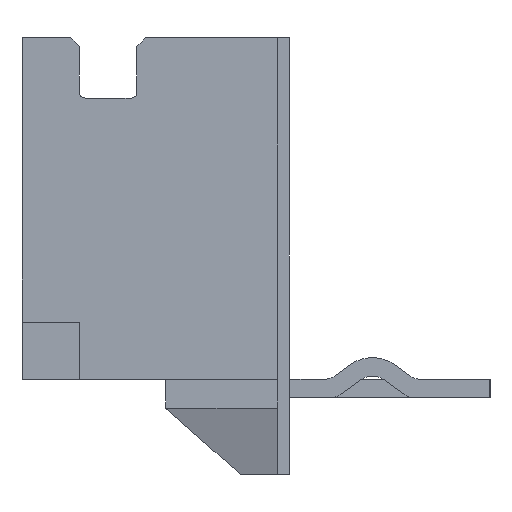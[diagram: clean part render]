
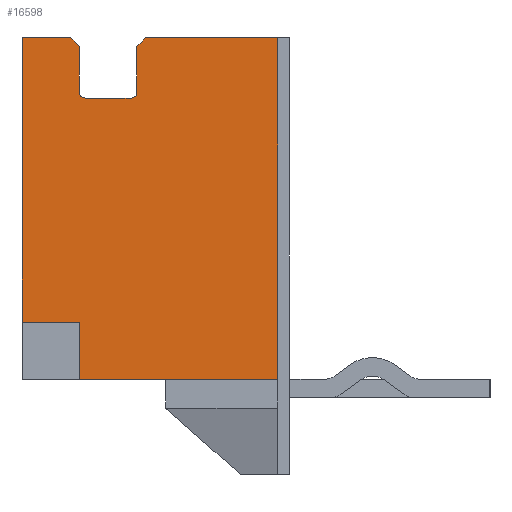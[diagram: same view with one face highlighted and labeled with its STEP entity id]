
A CAD part, left-side view. The second image highlights one B-rep face of the part: STEP entity #16598.
In plain terms, the highlighted planar face has unit normal (-1, 0, 0).
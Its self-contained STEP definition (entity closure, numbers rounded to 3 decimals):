
#611=DIRECTION('',(0.,0.707,-0.707));
#612=VECTOR('',#611,0.212);
#613=CARTESIAN_POINT('',(-16.,0.175,3.8));
#614=LINE('',#613,#612);
#619=DIRECTION('',(0.,-1.,0.));
#620=VECTOR('',#619,0.85);
#621=CARTESIAN_POINT('',(-16.,2.325,3.8));
#622=LINE('',#621,#620);
#639=DIRECTION('',(0.,-1.,0.));
#640=VECTOR('',#639,2.3);
#641=CARTESIAN_POINT('',(-16.,0.175,3.8));
#642=LINE('',#641,#640);
#903=DIRECTION('',(0.,-0.707,-0.707));
#904=VECTOR('',#903,0.212);
#905=CARTESIAN_POINT('',(-16.,1.475,3.8));
#906=LINE('',#905,#904);
#4401=DIRECTION('',(0.,0.,1.));
#4402=VECTOR('',#4401,1.);
#4403=CARTESIAN_POINT('',(-16.,1.325,-2.15));
#4404=LINE('',#4403,#4402);
#4405=DIRECTION('',(0.,-1.,0.));
#4406=VECTOR('',#4405,1.);
#4407=CARTESIAN_POINT('',(-16.,2.325,-1.15));
#4408=LINE('',#4407,#4406);
#4409=DIRECTION('',(0.,0.,1.));
#4410=VECTOR('',#4409,4.95);
#4411=CARTESIAN_POINT('',(-16.,2.325,-1.15));
#4412=LINE('',#4411,#4410);
#4413=DIRECTION('',(0.,0.,-1.));
#4414=VECTOR('',#4413,0.8);
#4415=CARTESIAN_POINT('',(-16.,1.325,3.65));
#4416=LINE('',#4415,#4414);
#4417=CARTESIAN_POINT('',(-16.,1.225,2.85));
#4418=DIRECTION('',(1.,0.,0.));
#4419=DIRECTION('',(0.,0.,-1.));
#4420=AXIS2_PLACEMENT_3D('',#4417,#4418,#4419);
#4422=DIRECTION('',(0.,1.,0.));
#4423=VECTOR('',#4422,0.8);
#4424=CARTESIAN_POINT('',(-16.,0.425,2.75));
#4425=LINE('',#4424,#4423);
#4426=CARTESIAN_POINT('',(-16.,0.425,2.85));
#4427=DIRECTION('',(1.,0.,0.));
#4428=DIRECTION('',(0.,-1.,0.));
#4429=AXIS2_PLACEMENT_3D('',#4426,#4427,#4428);
#4431=DIRECTION('',(0.,0.,-1.));
#4432=VECTOR('',#4431,0.8);
#4433=CARTESIAN_POINT('',(-16.,0.325,3.65));
#4434=LINE('',#4433,#4432);
#4435=DIRECTION('',(0.,0.,1.));
#4436=VECTOR('',#4435,5.95);
#4437=CARTESIAN_POINT('',(-16.,-2.125,-2.15));
#4438=LINE('',#4437,#4436);
#4451=DIRECTION('',(0.,-1.,0.));
#4452=VECTOR('',#4451,3.45);
#4453=CARTESIAN_POINT('',(-16.,1.325,-2.15));
#4454=LINE('',#4453,#4452);
#7876=CARTESIAN_POINT('',(-16.,2.325,3.8));
#7878=VERTEX_POINT('',#7876);
#7883=CARTESIAN_POINT('',(-16.,0.325,2.85));
#7884=CARTESIAN_POINT('',(-16.,0.425,2.75));
#7885=VERTEX_POINT('',#7883);
#7886=VERTEX_POINT('',#7884);
#7887=CARTESIAN_POINT('',(-16.,1.225,2.75));
#7888=VERTEX_POINT('',#7887);
#7889=CARTESIAN_POINT('',(-16.,1.325,2.85));
#7890=VERTEX_POINT('',#7889);
#7923=CARTESIAN_POINT('',(-16.,1.475,3.8));
#7924=VERTEX_POINT('',#7923);
#7925=CARTESIAN_POINT('',(-16.,1.325,3.65));
#7926=VERTEX_POINT('',#7925);
#7939=CARTESIAN_POINT('',(-16.,0.175,3.8));
#7941=VERTEX_POINT('',#7939);
#7943=CARTESIAN_POINT('',(-16.,0.325,3.65));
#7945=VERTEX_POINT('',#7943);
#8755=CARTESIAN_POINT('',(-16.,1.325,-2.15));
#8756=CARTESIAN_POINT('',(-16.,1.325,-1.15));
#8757=VERTEX_POINT('',#8755);
#8758=VERTEX_POINT('',#8756);
#8759=CARTESIAN_POINT('',(-16.,2.325,-1.15));
#8760=VERTEX_POINT('',#8759);
#8767=CARTESIAN_POINT('',(-16.,-2.125,-2.15));
#8768=VERTEX_POINT('',#8767);
#10103=CARTESIAN_POINT('',(-16.,-2.125,3.8));
#10104=VERTEX_POINT('',#10103);
#16570=CARTESIAN_POINT('',(-16.,2.325,-3.8));
#16571=DIRECTION('',(-1.,0.,0.));
#16572=DIRECTION('',(0.,-1.,0.));
#16573=AXIS2_PLACEMENT_3D('',#16570,#16571,#16572);
#16574=PLANE('',#16573);
#16576=ORIENTED_EDGE('',*,*,#16575,.T.);
#16578=ORIENTED_EDGE('',*,*,#16577,.F.);
#16580=ORIENTED_EDGE('',*,*,#16579,.T.);
#16581=ORIENTED_EDGE('',*,*,#10922,.T.);
#16582=ORIENTED_EDGE('',*,*,#11106,.T.);
#16583=ORIENTED_EDGE('',*,*,#11204,.T.);
#16584=ORIENTED_EDGE('',*,*,#16548,.F.);
#16586=ORIENTED_EDGE('',*,*,#16585,.F.);
#16588=ORIENTED_EDGE('',*,*,#16587,.F.);
#16589=ORIENTED_EDGE('',*,*,#10876,.F.);
#16590=ORIENTED_EDGE('',*,*,#10907,.F.);
#16591=ORIENTED_EDGE('',*,*,#10951,.T.);
#16593=ORIENTED_EDGE('',*,*,#16592,.F.);
#16595=ORIENTED_EDGE('',*,*,#16594,.F.);
#16596=EDGE_LOOP('',(#16576,#16578,#16580,#16581,#16582,#16583,#16584,#16586,
#16588,#16589,#16590,#16591,#16593,#16595));
#16597=FACE_OUTER_BOUND('',#16596,.F.);
#16598=ADVANCED_FACE('',(#16597),#16574,.T.);
#4421=CIRCLE('',#4420,0.1);
#4430=CIRCLE('',#4429,0.1);
#10876=EDGE_CURVE('',#7945,#7885,#4434,.T.);
#10907=EDGE_CURVE('',#7941,#7945,#614,.T.);
#10922=EDGE_CURVE('',#7878,#7924,#622,.T.);
#10951=EDGE_CURVE('',#7941,#10104,#642,.T.);
#11106=EDGE_CURVE('',#7924,#7926,#906,.T.);
#11204=EDGE_CURVE('',#7926,#7890,#4416,.T.);
#16548=EDGE_CURVE('',#7888,#7890,#4421,.T.);
#16575=EDGE_CURVE('',#8757,#8758,#4404,.T.);
#16577=EDGE_CURVE('',#8760,#8758,#4408,.T.);
#16579=EDGE_CURVE('',#8760,#7878,#4412,.T.);
#16585=EDGE_CURVE('',#7886,#7888,#4425,.T.);
#16587=EDGE_CURVE('',#7885,#7886,#4430,.T.);
#16592=EDGE_CURVE('',#8768,#10104,#4438,.T.);
#16594=EDGE_CURVE('',#8757,#8768,#4454,.T.);
